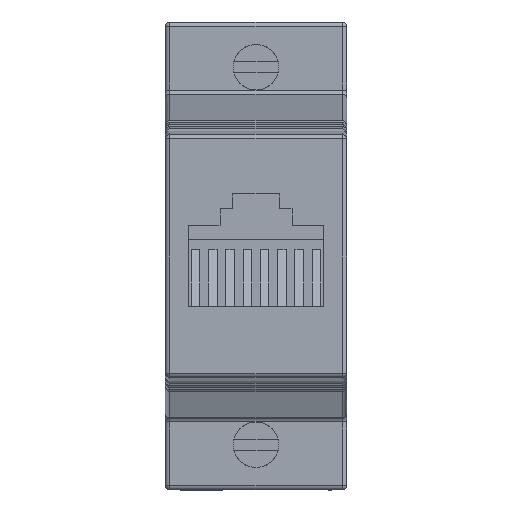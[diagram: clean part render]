
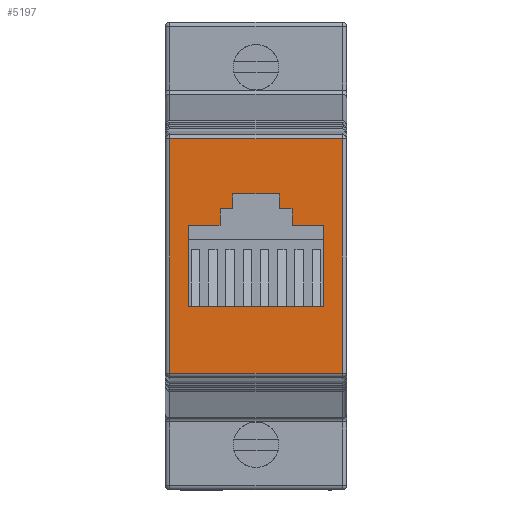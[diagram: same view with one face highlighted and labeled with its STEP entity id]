
A CAD part, left-side view. The second image highlights one B-rep face of the part: STEP entity #5197.
In plain terms, the highlighted planar face has unit normal (-1, 0, 0).
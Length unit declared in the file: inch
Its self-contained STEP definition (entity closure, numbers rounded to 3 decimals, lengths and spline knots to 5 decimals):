
#4053 = EDGE_CURVE ( 'NONE', #4054, #4055, #13920, .T. ) ;
#4054 = VERTEX_POINT ( 'NONE', #13916 ) ;
#4055 = VERTEX_POINT ( 'NONE', #13915 ) ;
#4759 = ORIENTED_EDGE ( 'NONE', *, *, #4762, .F. ) ;
#4762 = EDGE_CURVE ( 'NONE', #4055, #4764, #15206, .T. ) ;
#4764 = VERTEX_POINT ( 'NONE', #15201 ) ;
#4766 = ORIENTED_EDGE ( 'NONE', *, *, #4053, .F. ) ;
#4768 = VERTEX_POINT ( 'NONE', #15177 ) ;
#4774 = ORIENTED_EDGE ( 'NONE', *, *, #4776, .T. ) ;
#4776 = EDGE_CURVE ( 'NONE', #4796, #4777, #15121, .T. ) ;
#4777 = VERTEX_POINT ( 'NONE', #15239 ) ;
#4779 = ORIENTED_EDGE ( 'NONE', *, *, #4780, .T. ) ;
#4780 = EDGE_CURVE ( 'NONE', #4777, #5207, #15238, .T. ) ;
#4783 = EDGE_LOOP ( 'NONE', ( #4759, #4766, #5249, #5252, #5070, #5095, #5066, #5109, #5050, #5097, #5072, #5078 ) ) ;
#4790 = VERTEX_POINT ( 'NONE', #15154 ) ;
#4792 = ORIENTED_EDGE ( 'NONE', *, *, #4794, .T. ) ;
#4794 = EDGE_CURVE ( 'NONE', #4790, #4796, #15153, .T. ) ;
#4796 = VERTEX_POINT ( 'NONE', #15250 ) ;
#5050 = ORIENTED_EDGE ( 'NONE', *, *, #5051, .F. ) ;
#5051 = EDGE_CURVE ( 'NONE', #5052, #5132, #15645, .T. ) ;
#5052 = VERTEX_POINT ( 'NONE', #15641 ) ;
#5054 = VERTEX_POINT ( 'NONE', #15647 ) ;
#5055 = EDGE_CURVE ( 'NONE', #5064, #5094, #15696, .T. ) ;
#5064 = VERTEX_POINT ( 'NONE', #15618 ) ;
#5066 = ORIENTED_EDGE ( 'NONE', *, *, #5106, .F. ) ;
#5067 = EDGE_CURVE ( 'NONE', #5094, #5069, #15629, .T. ) ;
#5069 = VERTEX_POINT ( 'NONE', #15568 ) ;
#5070 = ORIENTED_EDGE ( 'NONE', *, *, #5067, .F. ) ;
#5072 = ORIENTED_EDGE ( 'NONE', *, *, #5074, .F. ) ;
#5074 = EDGE_CURVE ( 'NONE', #5076, #5054, #15567, .T. ) ;
#5076 = VERTEX_POINT ( 'NONE', #15583 ) ;
#5078 = ORIENTED_EDGE ( 'NONE', *, *, #5080, .F. ) ;
#5080 = EDGE_CURVE ( 'NONE', #4764, #5076, #15691, .T. ) ;
#5094 = VERTEX_POINT ( 'NONE', #15613 ) ;
#5095 = ORIENTED_EDGE ( 'NONE', *, *, #5055, .F. ) ;
#5097 = ORIENTED_EDGE ( 'NONE', *, *, #5098, .F. ) ;
#5098 = EDGE_CURVE ( 'NONE', #5054, #5052, #15710, .T. ) ;
#5106 = EDGE_CURVE ( 'NONE', #5108, #5064, #15743, .T. ) ;
#5108 = VERTEX_POINT ( 'NONE', #15702 ) ;
#5109 = ORIENTED_EDGE ( 'NONE', *, *, #5130, .F. ) ;
#5130 = EDGE_CURVE ( 'NONE', #5132, #5108, #15746, .T. ) ;
#5132 = VERTEX_POINT ( 'NONE', #15716 ) ;
#5194 = EDGE_CURVE ( 'NONE', #5069, #4768, #15863, .T. ) ;
#5197 = ADVANCED_FACE ( 'NONE', ( #15840, #15839 ), #15887, .F. ) ;
#5201 = EDGE_LOOP ( 'NONE', ( #5203, #4792, #4774, #4779 ) ) ;
#5203 = ORIENTED_EDGE ( 'NONE', *, *, #5205, .T. ) ;
#5205 = EDGE_CURVE ( 'NONE', #5207, #4790, #15905, .T. ) ;
#5207 = VERTEX_POINT ( 'NONE', #15906 ) ;
#5249 = ORIENTED_EDGE ( 'NONE', *, *, #5251, .F. ) ;
#5251 = EDGE_CURVE ( 'NONE', #4768, #4054, #15833, .T. ) ;
#5252 = ORIENTED_EDGE ( 'NONE', *, *, #5194, .F. ) ;
#13915 = CARTESIAN_POINT ( 'NONE',  ( -1.7225, -0.235, -0.174 ) ) ;
#13916 = CARTESIAN_POINT ( 'NONE',  ( -1.7225, 0.235, -0.174 ) ) ;
#13917 = DIRECTION ( 'NONE',  ( 0., -1., 0. ) ) ;
#13918 = VECTOR ( 'NONE', #13917, 39.37008 ) ;
#13919 = CARTESIAN_POINT ( 'NONE',  ( -1.7225, 0.235, -0.174 ) ) ;
#13920 = LINE ( 'NONE', #13919, #13918 ) ;
#15118 = DIRECTION ( 'NONE',  ( 0., -1., 0. ) ) ;
#15119 = VECTOR ( 'NONE', #15118, 39.37008 ) ;
#15120 = CARTESIAN_POINT ( 'NONE',  ( -1.7225, 0.315, -0.40637 ) ) ;
#15121 = LINE ( 'NONE', #15120, #15119 ) ;
#15132 = DIRECTION ( 'NONE',  ( 0., 0., -1. ) ) ;
#15133 = VECTOR ( 'NONE', #15132, 39.37008 ) ;
#15134 = CARTESIAN_POINT ( 'NONE',  ( -1.7225, 0.3, -0.42 ) ) ;
#15153 = LINE ( 'NONE', #15134, #15133 ) ;
#15154 = CARTESIAN_POINT ( 'NONE',  ( -1.7225, 0.3, 0.40637 ) ) ;
#15177 = CARTESIAN_POINT ( 'NONE',  ( -1.7225, 0.235, 0.106 ) ) ;
#15201 = CARTESIAN_POINT ( 'NONE',  ( -1.7225, -0.235, 0.106 ) ) ;
#15202 = DIRECTION ( 'NONE',  ( 0., 0., 1. ) ) ;
#15203 = VECTOR ( 'NONE', #15202, 39.37008 ) ;
#15205 = CARTESIAN_POINT ( 'NONE',  ( -1.7225, -0.235, -0.174 ) ) ;
#15206 = LINE ( 'NONE', #15205, #15203 ) ;
#15235 = DIRECTION ( 'NONE',  ( 0., 0., 1. ) ) ;
#15236 = VECTOR ( 'NONE', #15235, 39.37008 ) ;
#15237 = CARTESIAN_POINT ( 'NONE',  ( -1.7225, -0.3, -0.42 ) ) ;
#15238 = LINE ( 'NONE', #15237, #15236 ) ;
#15239 = CARTESIAN_POINT ( 'NONE',  ( -1.7225, -0.3, -0.40637 ) ) ;
#15250 = CARTESIAN_POINT ( 'NONE',  ( -1.7225, 0.3, -0.40637 ) ) ;
#15565 = VECTOR ( 'NONE', #15584, 39.37008 ) ;
#15566 = CARTESIAN_POINT ( 'NONE',  ( -1.7225, -0.125, 0.164 ) ) ;
#15567 = LINE ( 'NONE', #15566, #15565 ) ;
#15568 = CARTESIAN_POINT ( 'NONE',  ( -1.7225, 0.125, 0.106 ) ) ;
#15577 = DIRECTION ( 'NONE',  ( 0., 1., 0. ) ) ;
#15578 = VECTOR ( 'NONE', #15577, 39.37008 ) ;
#15583 = CARTESIAN_POINT ( 'NONE',  ( -1.7225, -0.125, 0.106 ) ) ;
#15584 = DIRECTION ( 'NONE',  ( 0., 0., 1. ) ) ;
#15613 = CARTESIAN_POINT ( 'NONE',  ( -1.7225, 0.125, 0.164 ) ) ;
#15618 = CARTESIAN_POINT ( 'NONE',  ( -1.7225, 0.0815, 0.164 ) ) ;
#15626 = DIRECTION ( 'NONE',  ( 0., 0., -1. ) ) ;
#15627 = VECTOR ( 'NONE', #15626, 39.37008 ) ;
#15628 = CARTESIAN_POINT ( 'NONE',  ( -1.7225, 0.125, 0.106 ) ) ;
#15629 = LINE ( 'NONE', #15628, #15627 ) ;
#15641 = CARTESIAN_POINT ( 'NONE',  ( -1.7225, -0.0815, 0.164 ) ) ;
#15642 = DIRECTION ( 'NONE',  ( 0., 0., 1. ) ) ;
#15643 = VECTOR ( 'NONE', #15642, 39.37008 ) ;
#15644 = CARTESIAN_POINT ( 'NONE',  ( -1.7225, -0.0815, 0.216 ) ) ;
#15645 = LINE ( 'NONE', #15644, #15643 ) ;
#15647 = CARTESIAN_POINT ( 'NONE',  ( -1.7225, -0.125, 0.164 ) ) ;
#15688 = DIRECTION ( 'NONE',  ( 0., 1., 0. ) ) ;
#15689 = VECTOR ( 'NONE', #15688, 39.37008 ) ;
#15690 = CARTESIAN_POINT ( 'NONE',  ( -1.7225, -0.125, 0.106 ) ) ;
#15691 = LINE ( 'NONE', #15690, #15689 ) ;
#15695 = CARTESIAN_POINT ( 'NONE',  ( -1.7225, 0.125, 0.164 ) ) ;
#15696 = LINE ( 'NONE', #15695, #15578 ) ;
#15700 = VECTOR ( 'NONE', #15704, 39.37008 ) ;
#15701 = CARTESIAN_POINT ( 'NONE',  ( -1.7225, -0.0815, 0.164 ) ) ;
#15702 = CARTESIAN_POINT ( 'NONE',  ( -1.7225, 0.0815, 0.216 ) ) ;
#15703 = VECTOR ( 'NONE', #15741, 39.37008 ) ;
#15704 = DIRECTION ( 'NONE',  ( 0., 1., 0. ) ) ;
#15710 = LINE ( 'NONE', #15701, #15700 ) ;
#15716 = CARTESIAN_POINT ( 'NONE',  ( -1.7225, -0.0815, 0.216 ) ) ;
#15717 = DIRECTION ( 'NONE',  ( 0., 1., 0. ) ) ;
#15741 = DIRECTION ( 'NONE',  ( 0., 0., -1. ) ) ;
#15742 = CARTESIAN_POINT ( 'NONE',  ( -1.7225, 0.0815, 0.164 ) ) ;
#15743 = LINE ( 'NONE', #15742, #15703 ) ;
#15744 = VECTOR ( 'NONE', #15717, 39.37008 ) ;
#15745 = CARTESIAN_POINT ( 'NONE',  ( -1.7225, 0.0815, 0.216 ) ) ;
#15746 = LINE ( 'NONE', #15745, #15744 ) ;
#15830 = DIRECTION ( 'NONE',  ( 0., 0., -1. ) ) ;
#15831 = VECTOR ( 'NONE', #15830, 39.37008 ) ;
#15832 = CARTESIAN_POINT ( 'NONE',  ( -1.7225, 0.235, -0.174 ) ) ;
#15833 = LINE ( 'NONE', #15832, #15831 ) ;
#15839 = FACE_BOUND ( 'NONE', #4783, .T. ) ;
#15840 = FACE_OUTER_BOUND ( 'NONE', #5201, .T. ) ;
#15852 = CARTESIAN_POINT ( 'NONE',  ( -1.7225, 0.315, 0.40637 ) ) ;
#15862 = CARTESIAN_POINT ( 'NONE',  ( -1.7225, 0.235, 0.106 ) ) ;
#15863 = LINE ( 'NONE', #15862, #15883 ) ;
#15882 = DIRECTION ( 'NONE',  ( 0., 1., 0. ) ) ;
#15883 = VECTOR ( 'NONE', #15882, 39.37008 ) ;
#15886 = AXIS2_PLACEMENT_3D ( 'NONE', #15922, #15921, #15920 ) ;
#15887 = PLANE ( 'NONE',  #15886 ) ;
#15905 = LINE ( 'NONE', #15852, #15908 ) ;
#15906 = CARTESIAN_POINT ( 'NONE',  ( -1.7225, -0.3, 0.40637 ) ) ;
#15907 = DIRECTION ( 'NONE',  ( 0., 1., 0. ) ) ;
#15908 = VECTOR ( 'NONE', #15907, 39.37008 ) ;
#15920 = DIRECTION ( 'NONE',  ( 0., 0., -1. ) ) ;
#15921 = DIRECTION ( 'NONE',  ( 1., 0., 0. ) ) ;
#15922 = CARTESIAN_POINT ( 'NONE',  ( -1.7225, 0.315, -0.42 ) ) ;
